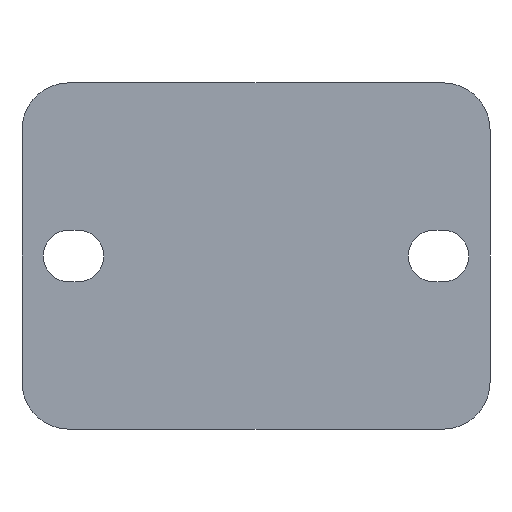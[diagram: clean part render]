
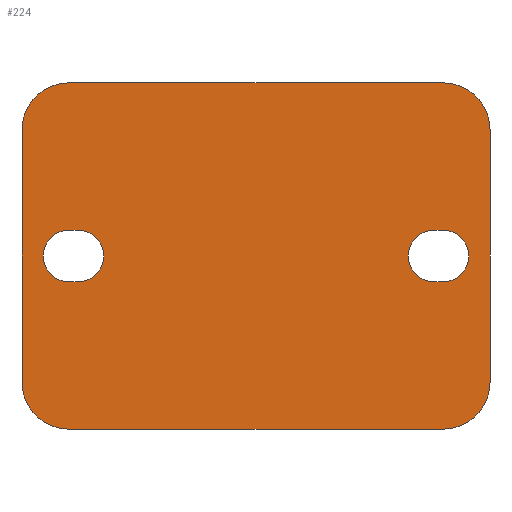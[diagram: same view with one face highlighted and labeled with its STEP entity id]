
A CAD part, front view. The second image highlights one B-rep face of the part: STEP entity #224.
In plain terms, the highlighted planar face has unit normal (0, -1, 0).
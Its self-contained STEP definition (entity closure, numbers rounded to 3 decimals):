
#224 = ADVANCED_FACE( '', ( #491, #492, #493 ), #494, .F. );
#491 = FACE_BOUND( '', #788, .T. );
#492 = FACE_BOUND( '', #789, .T. );
#493 = FACE_OUTER_BOUND( '', #790, .T. );
#494 = PLANE( '', #791 );
#788 = EDGE_LOOP( '', ( #1383, #1384, #1385, #1386 ) );
#789 = EDGE_LOOP( '', ( #1387, #1388, #1389, #1390 ) );
#790 = EDGE_LOOP( '', ( #1391, #1392, #1393, #1394, #1395, #1396, #1397, #1398 ) );
#791 = AXIS2_PLACEMENT_3D( '', #1399, #1400, #1401 );
#1383 = ORIENTED_EDGE( '', *, *, #1870, .T. );
#1384 = ORIENTED_EDGE( '', *, *, #1897, .T. );
#1385 = ORIENTED_EDGE( '', *, *, #1913, .T. );
#1386 = ORIENTED_EDGE( '', *, *, #1768, .T. );
#1387 = ORIENTED_EDGE( '', *, *, #1713, .T. );
#1388 = ORIENTED_EDGE( '', *, *, #1826, .T. );
#1389 = ORIENTED_EDGE( '', *, *, #1808, .T. );
#1390 = ORIENTED_EDGE( '', *, *, #1914, .T. );
#1391 = ORIENTED_EDGE( '', *, *, #1829, .F. );
#1392 = ORIENTED_EDGE( '', *, *, #1915, .F. );
#1393 = ORIENTED_EDGE( '', *, *, #1683, .F. );
#1394 = ORIENTED_EDGE( '', *, *, #1858, .F. );
#1395 = ORIENTED_EDGE( '', *, *, #1708, .F. );
#1396 = ORIENTED_EDGE( '', *, *, #1916, .F. );
#1397 = ORIENTED_EDGE( '', *, *, #1735, .F. );
#1398 = ORIENTED_EDGE( '', *, *, #1688, .F. );
#1399 = CARTESIAN_POINT( '', ( -20., 0., -13.5 ) );
#1400 = DIRECTION( '', ( 0., 1., 0. ) );
#1401 = DIRECTION( '', ( 0., 0., 1. ) );
#1683 = EDGE_CURVE( '', #1993, #1994, #1995, .T. );
#1688 = EDGE_CURVE( '', #2002, #2003, #2004, .T. );
#1708 = EDGE_CURVE( '', #2039, #2040, #2041, .T. );
#1713 = EDGE_CURVE( '', #2048, #2049, #2050, .T. );
#1735 = EDGE_CURVE( '', #2003, #2088, #2089, .T. );
#1768 = EDGE_CURVE( '', #2141, #2142, #2143, .T. );
#1808 = EDGE_CURVE( '', #2206, #2207, #2208, .T. );
#1826 = EDGE_CURVE( '', #2049, #2206, #2234, .T. );
#1829 = EDGE_CURVE( '', #2237, #2002, #2238, .T. );
#1858 = EDGE_CURVE( '', #2040, #1993, #2280, .T. );
#1870 = EDGE_CURVE( '', #2142, #2297, #2298, .T. );
#1897 = EDGE_CURVE( '', #2297, #2335, #2336, .T. );
#1913 = EDGE_CURVE( '', #2335, #2141, #2355, .T. );
#1914 = EDGE_CURVE( '', #2207, #2048, #2356, .T. );
#1915 = EDGE_CURVE( '', #1994, #2237, #2357, .T. );
#1916 = EDGE_CURVE( '', #2088, #2039, #2358, .T. );
#1993 = VERTEX_POINT( '', #2451 );
#1994 = VERTEX_POINT( '', #2452 );
#1995 = CIRCLE( '', #2453, 5. );
#2002 = VERTEX_POINT( '', #2462 );
#2003 = VERTEX_POINT( '', #2463 );
#2004 = LINE( '', #2464, #2465 );
#2039 = VERTEX_POINT( '', #2514 );
#2040 = VERTEX_POINT( '', #2515 );
#2041 = CIRCLE( '', #2516, 5. );
#2048 = VERTEX_POINT( '', #2525 );
#2049 = VERTEX_POINT( '', #2526 );
#2050 = LINE( '', #2527, #2528 );
#2088 = VERTEX_POINT( '', #2581 );
#2089 = CIRCLE( '', #2582, 5. );
#2141 = VERTEX_POINT( '', #2717 );
#2142 = VERTEX_POINT( '', #2718 );
#2143 = CIRCLE( '', #2719, 2.75 );
#2206 = VERTEX_POINT( '', #2808 );
#2207 = VERTEX_POINT( '', #2809 );
#2208 = LINE( '', #2810, #2811 );
#2234 = CIRCLE( '', #2848, 2.75 );
#2237 = VERTEX_POINT( '', #2851 );
#2238 = CIRCLE( '', #2852, 5. );
#2280 = LINE( '', #2908, #2909 );
#2297 = VERTEX_POINT( '', #2996 );
#2298 = LINE( '', #2997, #2998 );
#2335 = VERTEX_POINT( '', #3051 );
#2336 = CIRCLE( '', #3052, 2.75 );
#2355 = LINE( '', #3078, #3079 );
#2356 = CIRCLE( '', #3080, 2.75 );
#2357 = LINE( '', #3081, #3082 );
#2358 = LINE( '', #3083, #3084 );
#2451 = CARTESIAN_POINT( '', ( 25., 0., -13.5 ) );
#2452 = CARTESIAN_POINT( '', ( 20., 0., -18.5 ) );
#2453 = AXIS2_PLACEMENT_3D( '', #3176, #3177, #3178 );
#2462 = CARTESIAN_POINT( '', ( -25., 0., -13.5 ) );
#2463 = CARTESIAN_POINT( '', ( -25., 0., 13.5 ) );
#2464 = CARTESIAN_POINT( '', ( -25., 0., -13.5 ) );
#2465 = VECTOR( '', #3184, 1000. );
#2514 = CARTESIAN_POINT( '', ( 20., 0., 18.5 ) );
#2515 = CARTESIAN_POINT( '', ( 25., 0., 13.5 ) );
#2516 = AXIS2_PLACEMENT_3D( '', #3205, #3206, #3207 );
#2525 = CARTESIAN_POINT( '', ( 20., 0., -2.75 ) );
#2526 = CARTESIAN_POINT( '', ( 19., 0., -2.75 ) );
#2527 = CARTESIAN_POINT( '', ( 20., 0., -2.75 ) );
#2528 = VECTOR( '', #3213, 1000. );
#2581 = CARTESIAN_POINT( '', ( -20., 0., 18.5 ) );
#2582 = AXIS2_PLACEMENT_3D( '', #3235, #3236, #3237 );
#2717 = CARTESIAN_POINT( '', ( -19., 0., 2.75 ) );
#2718 = CARTESIAN_POINT( '', ( -19., 0., -2.75 ) );
#2719 = AXIS2_PLACEMENT_3D( '', #3281, #3282, #3283 );
#2808 = CARTESIAN_POINT( '', ( 19., 0., 2.75 ) );
#2809 = CARTESIAN_POINT( '', ( 20., 0., 2.75 ) );
#2810 = CARTESIAN_POINT( '', ( 19., 0., 2.75 ) );
#2811 = VECTOR( '', #3322, 1000. );
#2848 = AXIS2_PLACEMENT_3D( '', #3340, #3341, #3342 );
#2851 = CARTESIAN_POINT( '', ( -20., 0., -18.5 ) );
#2852 = AXIS2_PLACEMENT_3D( '', #3346, #3347, #3348 );
#2908 = CARTESIAN_POINT( '', ( 25., 0., 13.5 ) );
#2909 = VECTOR( '', #3384, 1000. );
#2996 = CARTESIAN_POINT( '', ( -20., 0., -2.75 ) );
#2997 = CARTESIAN_POINT( '', ( -19., 0., -2.75 ) );
#2998 = VECTOR( '', #3394, 1000. );
#3051 = CARTESIAN_POINT( '', ( -20., 0., 2.75 ) );
#3052 = AXIS2_PLACEMENT_3D( '', #3420, #3421, #3422 );
#3078 = CARTESIAN_POINT( '', ( -20., 0., 2.75 ) );
#3079 = VECTOR( '', #3436, 1000. );
#3080 = AXIS2_PLACEMENT_3D( '', #3437, #3438, #3439 );
#3081 = CARTESIAN_POINT( '', ( 20., 0., -18.5 ) );
#3082 = VECTOR( '', #3440, 1000. );
#3083 = CARTESIAN_POINT( '', ( -20., 0., 18.5 ) );
#3084 = VECTOR( '', #3441, 1000. );
#3176 = CARTESIAN_POINT( '', ( 20., 0., -13.5 ) );
#3177 = DIRECTION( '', ( 0., 1., 0. ) );
#3178 = DIRECTION( '', ( 1., 0., 0. ) );
#3184 = DIRECTION( '', ( 0., 0., 1. ) );
#3205 = CARTESIAN_POINT( '', ( 20., 0., 13.5 ) );
#3206 = DIRECTION( '', ( 0., 1., 0. ) );
#3207 = DIRECTION( '', ( 1., 0., 0. ) );
#3213 = DIRECTION( '', ( -1., 0., 0. ) );
#3235 = CARTESIAN_POINT( '', ( -20., 0., 13.5 ) );
#3236 = DIRECTION( '', ( 0., 1., 0. ) );
#3237 = DIRECTION( '', ( 1., 0., 0. ) );
#3281 = CARTESIAN_POINT( '', ( -19., 0., 0. ) );
#3282 = DIRECTION( '', ( 0., 1., 0. ) );
#3283 = DIRECTION( '', ( 1., 0., 0. ) );
#3322 = DIRECTION( '', ( 1., 0., 0. ) );
#3340 = CARTESIAN_POINT( '', ( 19., 0., 0. ) );
#3341 = DIRECTION( '', ( 0., 1., 0. ) );
#3342 = DIRECTION( '', ( 1., 0., 0. ) );
#3346 = CARTESIAN_POINT( '', ( -20., 0., -13.5 ) );
#3347 = DIRECTION( '', ( 0., 1., 0. ) );
#3348 = DIRECTION( '', ( 1., 0., 0. ) );
#3384 = DIRECTION( '', ( 0., 0., -1. ) );
#3394 = DIRECTION( '', ( -1., 0., 0. ) );
#3420 = CARTESIAN_POINT( '', ( -20., 0., 0. ) );
#3421 = DIRECTION( '', ( 0., 1., 0. ) );
#3422 = DIRECTION( '', ( 1., 0., 0. ) );
#3436 = DIRECTION( '', ( 1., 0., 0. ) );
#3437 = CARTESIAN_POINT( '', ( 20., 0., 0. ) );
#3438 = DIRECTION( '', ( 0., 1., 0. ) );
#3439 = DIRECTION( '', ( 1., 0., 0. ) );
#3440 = DIRECTION( '', ( -1., 0., 0. ) );
#3441 = DIRECTION( '', ( 1., 0., 0. ) );
